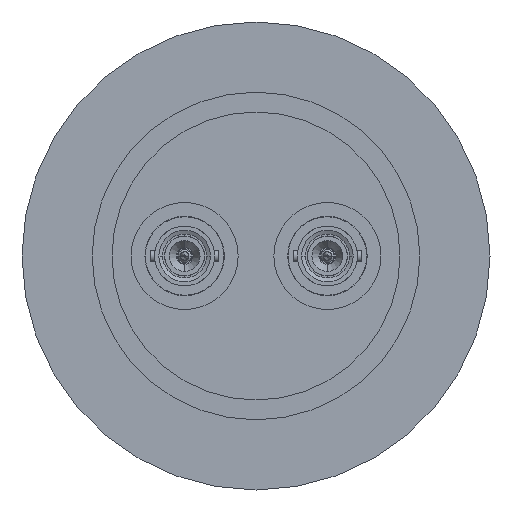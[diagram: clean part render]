
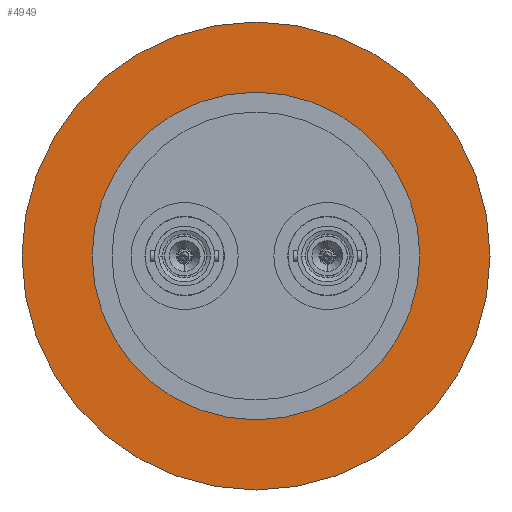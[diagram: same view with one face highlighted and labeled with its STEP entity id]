
A CAD part, front view. The second image highlights one B-rep face of the part: STEP entity #4949.
In plain terms, the highlighted planar face has unit normal (0, -1, 0).
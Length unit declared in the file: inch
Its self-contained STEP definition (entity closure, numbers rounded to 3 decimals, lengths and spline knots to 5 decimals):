
#311 = CARTESIAN_POINT ( 'NONE',  ( 1.0325, -0.1, 0. ) ) ;
#394 = CARTESIAN_POINT ( 'NONE',  ( -1.0325, -0.1, 0. ) ) ;
#785 = CIRCLE ( 'NONE', #9656, 1.475 ) ;
#869 = CIRCLE ( 'NONE', #9681, 1.0325 ) ;
#899 = CIRCLE ( 'NONE', #9688, 1.475 ) ;
#901 = CIRCLE ( 'NONE', #9689, 1.0325 ) ;
#2512 = DIRECTION ( 'NONE',  ( -1., 0., 0. ) ) ;
#2514 = DIRECTION ( 'NONE',  ( 0., -1., 0. ) ) ;
#2520 = PLANE ( 'NONE',  #12939 ) ;
#2533 = CARTESIAN_POINT ( 'NONE',  ( 0., -0.1, 0. ) ) ;
#3458 = ORIENTED_EDGE ( 'NONE', *, *, #12254, .T. ) ;
#3459 = ORIENTED_EDGE ( 'NONE', *, *, #12266, .T. ) ;
#3460 = ORIENTED_EDGE ( 'NONE', *, *, #12210, .F. ) ;
#3461 = ORIENTED_EDGE ( 'NONE', *, *, #12265, .F. ) ;
#3760 = FACE_OUTER_BOUND ( 'NONE', #7038, .T. ) ;
#3761 = FACE_BOUND ( 'NONE', #7105, .T. ) ;
#4486 = CARTESIAN_POINT ( 'NONE',  ( 0., -0.1, 0. ) ) ;
#4487 = DIRECTION ( 'NONE',  ( 0., 1., 0. ) ) ;
#4488 = DIRECTION ( 'NONE',  ( 1., 0., 0. ) ) ;
#4601 = CARTESIAN_POINT ( 'NONE',  ( 0., -0.1, 0. ) ) ;
#4602 = DIRECTION ( 'NONE',  ( 0., 1., 0. ) ) ;
#4603 = DIRECTION ( 'NONE',  ( 1., 0., 0. ) ) ;
#4664 = CARTESIAN_POINT ( 'NONE',  ( 0., -0.1, 0. ) ) ;
#4666 = DIRECTION ( 'NONE',  ( 0., 1., 0. ) ) ;
#4667 = DIRECTION ( 'NONE',  ( 1., 0., 0. ) ) ;
#4668 = CARTESIAN_POINT ( 'NONE',  ( 0., -0.1, 0. ) ) ;
#4669 = DIRECTION ( 'NONE',  ( 0., 1., 0. ) ) ;
#4670 = DIRECTION ( 'NONE',  ( 1., 0., 0. ) ) ;
#4949 = ADVANCED_FACE ( 'NONE', ( #3761, #3760 ), #2520, .T. ) ;
#6177 = CARTESIAN_POINT ( 'NONE',  ( 1.475, -0.1, 0. ) ) ;
#6210 = CARTESIAN_POINT ( 'NONE',  ( -1.475, -0.1, 0. ) ) ;
#7038 = EDGE_LOOP ( 'NONE', ( #3460, #3461 ) ) ;
#7105 = EDGE_LOOP ( 'NONE', ( #3458, #3459 ) ) ;
#9656 = AXIS2_PLACEMENT_3D ( 'NONE', #4486, #4487, #4488 ) ;
#9681 = AXIS2_PLACEMENT_3D ( 'NONE', #4601, #4602, #4603 ) ;
#9688 = AXIS2_PLACEMENT_3D ( 'NONE', #4664, #4666, #4667 ) ;
#9689 = AXIS2_PLACEMENT_3D ( 'NONE', #4668, #4669, #4670 ) ;
#10360 = VERTEX_POINT ( 'NONE', #6177 ) ;
#10395 = VERTEX_POINT ( 'NONE', #6210 ) ;
#11925 = VERTEX_POINT ( 'NONE', #311 ) ;
#12008 = VERTEX_POINT ( 'NONE', #394 ) ;
#12210 = EDGE_CURVE ( 'NONE', #10360, #10395, #785, .T. ) ;
#12254 = EDGE_CURVE ( 'NONE', #11925, #12008, #869, .T. ) ;
#12265 = EDGE_CURVE ( 'NONE', #10395, #10360, #899, .T. ) ;
#12266 = EDGE_CURVE ( 'NONE', #12008, #11925, #901, .T. ) ;
#12939 = AXIS2_PLACEMENT_3D ( 'NONE', #2533, #2514, #2512 ) ;
